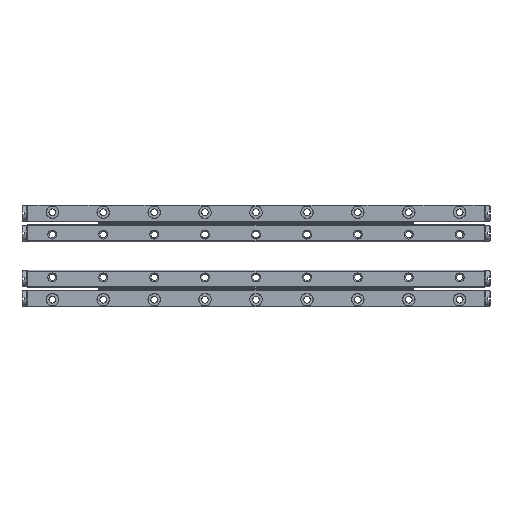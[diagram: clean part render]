
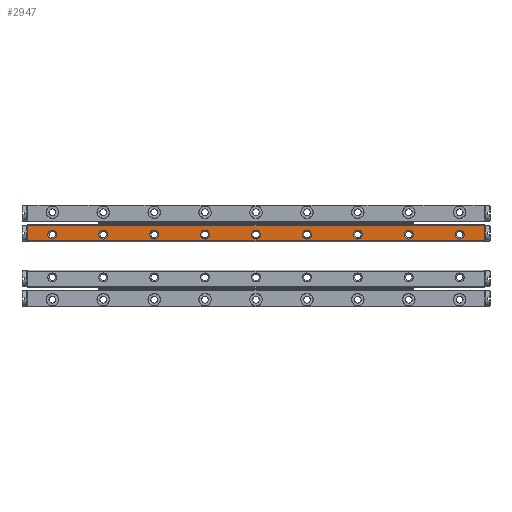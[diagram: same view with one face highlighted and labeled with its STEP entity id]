
A CAD part, top view. The second image highlights one B-rep face of the part: STEP entity #2947.
In plain terms, the highlighted face is planar.
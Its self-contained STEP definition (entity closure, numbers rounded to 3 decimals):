
#919=FACE_BOUND('',#5563,.T.);
#920=FACE_BOUND('',#5564,.T.);
#921=FACE_BOUND('',#5565,.T.);
#922=FACE_BOUND('',#5566,.T.);
#923=FACE_BOUND('',#5567,.T.);
#924=FACE_BOUND('',#5568,.T.);
#925=FACE_BOUND('',#5569,.T.);
#926=FACE_BOUND('',#5570,.T.);
#927=FACE_BOUND('',#5571,.T.);
#928=FACE_BOUND('',#5572,.T.);
#1934=CIRCLE('',#21029,2.175);
#1935=CIRCLE('',#21030,2.175);
#1936=CIRCLE('',#21031,2.175);
#1937=CIRCLE('',#21032,2.175);
#1938=CIRCLE('',#21033,2.175);
#1939=CIRCLE('',#21034,2.175);
#1940=CIRCLE('',#21035,2.175);
#1941=CIRCLE('',#21036,2.175);
#1942=CIRCLE('',#21037,2.175);
#2947=ADVANCED_FACE('',(#919,#920,#921,#922,#923,#924,#925,#926,#927,#928),
#3539,.T.);
#3539=PLANE('',#21038);
#5563=EDGE_LOOP('',(#10907));
#5564=EDGE_LOOP('',(#10908));
#5565=EDGE_LOOP('',(#10909));
#5566=EDGE_LOOP('',(#10910));
#5567=EDGE_LOOP('',(#10911));
#5568=EDGE_LOOP('',(#10912));
#5569=EDGE_LOOP('',(#10913));
#5570=EDGE_LOOP('',(#10914));
#5571=EDGE_LOOP('',(#10915));
#5572=EDGE_LOOP('',(#10916,#10917,#10918,#10919));
#10907=ORIENTED_EDGE('',*,*,#15531,.T.);
#10908=ORIENTED_EDGE('',*,*,#15532,.T.);
#10909=ORIENTED_EDGE('',*,*,#15533,.T.);
#10910=ORIENTED_EDGE('',*,*,#15534,.T.);
#10911=ORIENTED_EDGE('',*,*,#15535,.T.);
#10912=ORIENTED_EDGE('',*,*,#15536,.T.);
#10913=ORIENTED_EDGE('',*,*,#15537,.T.);
#10914=ORIENTED_EDGE('',*,*,#15538,.T.);
#10915=ORIENTED_EDGE('',*,*,#15539,.T.);
#10916=ORIENTED_EDGE('',*,*,#15540,.T.);
#10917=ORIENTED_EDGE('',*,*,#15541,.T.);
#10918=ORIENTED_EDGE('',*,*,#15542,.T.);
#10919=ORIENTED_EDGE('',*,*,#15543,.T.);
#12828=VERTEX_POINT('',#32310);
#12829=VERTEX_POINT('',#32312);
#12830=VERTEX_POINT('',#32314);
#12831=VERTEX_POINT('',#32316);
#12832=VERTEX_POINT('',#32318);
#12833=VERTEX_POINT('',#32320);
#12834=VERTEX_POINT('',#32322);
#12835=VERTEX_POINT('',#32324);
#12836=VERTEX_POINT('',#32326);
#12837=VERTEX_POINT('',#32328);
#12838=VERTEX_POINT('',#32329);
#12839=VERTEX_POINT('',#32331);
#12840=VERTEX_POINT('',#32333);
#15531=EDGE_CURVE('',#12828,#12828,#1934,.T.);
#15532=EDGE_CURVE('',#12829,#12829,#1935,.T.);
#15533=EDGE_CURVE('',#12830,#12830,#1936,.T.);
#15534=EDGE_CURVE('',#12831,#12831,#1937,.T.);
#15535=EDGE_CURVE('',#12832,#12832,#1938,.T.);
#15536=EDGE_CURVE('',#12833,#12833,#1939,.T.);
#15537=EDGE_CURVE('',#12834,#12834,#1940,.T.);
#15538=EDGE_CURVE('',#12835,#12835,#1941,.T.);
#15539=EDGE_CURVE('',#12836,#12836,#1942,.T.);
#15540=EDGE_CURVE('',#12837,#12838,#17359,.T.);
#15541=EDGE_CURVE('',#12838,#12839,#17360,.T.);
#15542=EDGE_CURVE('',#12839,#12840,#17361,.T.);
#15543=EDGE_CURVE('',#12840,#12837,#17362,.T.);
#17359=LINE('',#32327,#19132);
#17360=LINE('',#32330,#19133);
#17361=LINE('',#32332,#19134);
#17362=LINE('',#32334,#19135);
#19132=VECTOR('',#26656,1.);
#19133=VECTOR('',#26657,1.);
#19134=VECTOR('',#26658,1.);
#19135=VECTOR('',#26659,1.);
#21029=AXIS2_PLACEMENT_3D('',#32309,#26638,#26639);
#21030=AXIS2_PLACEMENT_3D('',#32311,#26640,#26641);
#21031=AXIS2_PLACEMENT_3D('',#32313,#26642,#26643);
#21032=AXIS2_PLACEMENT_3D('',#32315,#26644,#26645);
#21033=AXIS2_PLACEMENT_3D('',#32317,#26646,#26647);
#21034=AXIS2_PLACEMENT_3D('',#32319,#26648,#26649);
#21035=AXIS2_PLACEMENT_3D('',#32321,#26650,#26651);
#21036=AXIS2_PLACEMENT_3D('',#32323,#26652,#26653);
#21037=AXIS2_PLACEMENT_3D('',#32325,#26654,#26655);
#21038=AXIS2_PLACEMENT_3D('',#32335,#26660,#26661);
#26638=DIRECTION('',(0.,0.,1.));
#26639=DIRECTION('',(1.,0.,0.));
#26640=DIRECTION('',(0.,0.,1.));
#26641=DIRECTION('',(1.,0.,0.));
#26642=DIRECTION('',(0.,0.,1.));
#26643=DIRECTION('',(1.,0.,0.));
#26644=DIRECTION('',(0.,0.,1.));
#26645=DIRECTION('',(1.,0.,0.));
#26646=DIRECTION('',(0.,0.,1.));
#26647=DIRECTION('',(1.,0.,0.));
#26648=DIRECTION('',(0.,0.,1.));
#26649=DIRECTION('',(1.,0.,0.));
#26650=DIRECTION('',(0.,0.,1.));
#26651=DIRECTION('',(1.,0.,0.));
#26652=DIRECTION('',(0.,0.,1.));
#26653=DIRECTION('',(1.,0.,0.));
#26654=DIRECTION('',(0.,0.,1.));
#26655=DIRECTION('',(1.,0.,0.));
#26656=DIRECTION('',(-1.,0.,0.));
#26657=DIRECTION('',(0.,1.,0.));
#26658=DIRECTION('',(1.,0.,0.));
#26659=DIRECTION('',(0.,-1.,0.));
#26660=DIRECTION('',(0.,0.,-1.));
#26661=DIRECTION('',(-1.,0.,0.));
#32309=CARTESIAN_POINT('',(212.5,3.5,0.));
#32310=CARTESIAN_POINT('',(214.675,3.5,0.));
#32311=CARTESIAN_POINT('',(187.5,3.5,0.));
#32312=CARTESIAN_POINT('',(189.675,3.5,0.));
#32313=CARTESIAN_POINT('',(162.5,3.5,0.));
#32314=CARTESIAN_POINT('',(164.675,3.5,0.));
#32315=CARTESIAN_POINT('',(137.5,3.5,0.));
#32316=CARTESIAN_POINT('',(139.675,3.5,0.));
#32317=CARTESIAN_POINT('',(112.5,3.5,0.));
#32318=CARTESIAN_POINT('',(114.675,3.5,0.));
#32319=CARTESIAN_POINT('',(87.5,3.5,0.));
#32320=CARTESIAN_POINT('',(89.675,3.5,0.));
#32321=CARTESIAN_POINT('',(62.5,3.5,0.));
#32322=CARTESIAN_POINT('',(64.675,3.5,0.));
#32323=CARTESIAN_POINT('',(37.5,3.5,0.));
#32324=CARTESIAN_POINT('',(39.675,3.5,0.));
#32325=CARTESIAN_POINT('',(12.5,3.5,0.));
#32326=CARTESIAN_POINT('',(14.675,3.5,0.));
#32327=CARTESIAN_POINT('',(112.5,0.425,0.));
#32328=CARTESIAN_POINT('',(224.575,0.425,0.));
#32329=CARTESIAN_POINT('',(0.425,0.425,0.));
#32330=CARTESIAN_POINT('',(0.425,4.125,0.));
#32331=CARTESIAN_POINT('',(0.425,7.825,0.));
#32332=CARTESIAN_POINT('',(112.5,7.825,0.));
#32333=CARTESIAN_POINT('',(224.575,7.825,0.));
#32334=CARTESIAN_POINT('',(224.575,4.125,0.));
#32335=CARTESIAN_POINT('',(112.5,4.125,0.));
